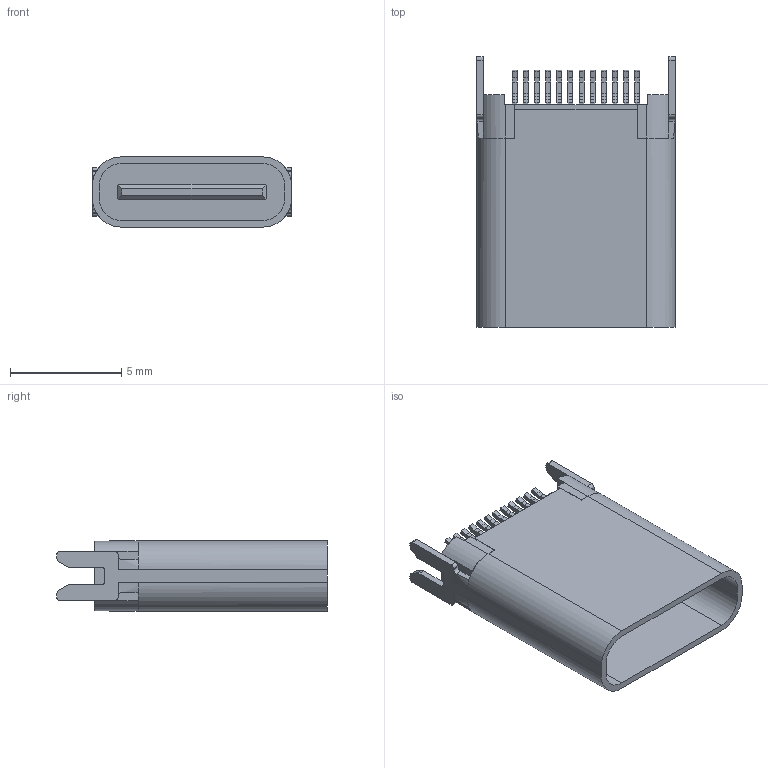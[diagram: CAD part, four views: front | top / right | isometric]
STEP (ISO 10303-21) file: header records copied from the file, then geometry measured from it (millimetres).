
FILE_DESCRIPTION(('FreeCAD Model'),'2;1');
FILE_NAME('Open CASCADE Shape Model','2022-10-25T08:57:42',( 'kicad StepUp'),('ksu MCAD'),'Open CASCADE STEP processor 7.6', 'FreeCAD','Unknown');
FILE_SCHEMA(('AUTOMOTIVE_DESIGN { 1 0 10303 214 1 1 1 1 }'));
Length unit declared in the file: millimetre
Products named in the file (1): XKB_U263-241N-4BVC01
Bounding box: 8.94 x 12.16 x 3.16 mm (x, y, z)
Volume: 147 mm3; surface area: 607 mm2
Topology: 1 solids, 1 shells, 532 faces, 1516 edges, 1012 vertices
Faces by surface type: plane 340, cylinder 184, bspline 8
Entity records: 21317 total; most frequent: CARTESIAN_POINT 3369, ORIENTED_EDGE 3032, DIRECTION 2918, EDGE_CURVE 1516, LINE 1124, VECTOR 1124, VERTEX_POINT 1012, AXIS2_PLACEMENT_3D 897
